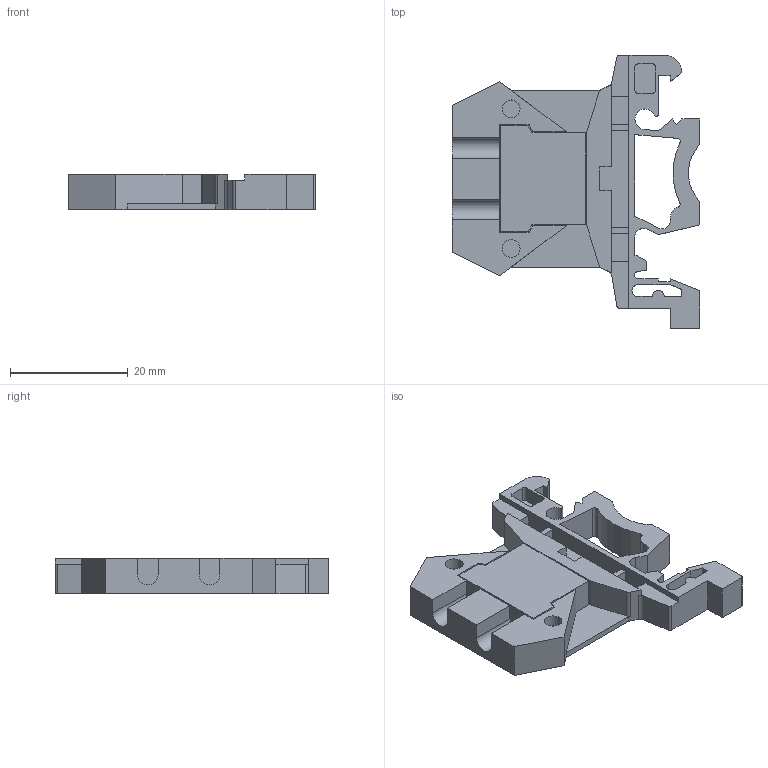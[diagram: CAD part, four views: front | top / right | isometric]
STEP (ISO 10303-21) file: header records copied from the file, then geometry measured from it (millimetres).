
FILE_DESCRIPTION (( 'STEP AP203' ), '1' );
FILE_NAME ('YZN10-004-K03 Çàæèì íàáîðíûé ÇÍÈ-4ìì2 (JXB35À) ñåðûé ÈÝÊ.STEP', '2016-08-24T08:19:21', ( '' ), ( '' ), 'SwSTEP 2.0', 'SolidWorks 2014', '' );
FILE_SCHEMA (( 'CONFIG_CONTROL_DESIGN' ));
Length unit declared in the file: millimetre
Products named in the file (1): YZN10-004-K03 Çàæèì íàáîðíûé ÇÍÈ-4ìì2 (JXB35À) ñåðûé        ÈÝÊ
Bounding box: 42 x 46.5 x 6 mm (x, y, z)
Volume: 5129.9 mm3; surface area: 5504.2 mm2
Topology: 1 solids, 1 shells, 286 faces, 795 edges, 530 vertices
Faces by surface type: plane 234, cylinder 39, bspline 13
Entity records: 9892 total; most frequent: CARTESIAN_POINT 2473, ORIENTED_EDGE 1590, DIRECTION 1395, EDGE_CURVE 795, LINE 691, VECTOR 691, VERTEX_POINT 530, AXIS2_PLACEMENT_3D 352
